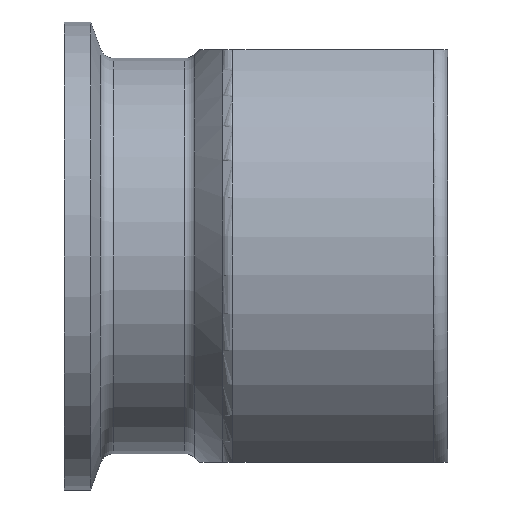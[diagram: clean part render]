
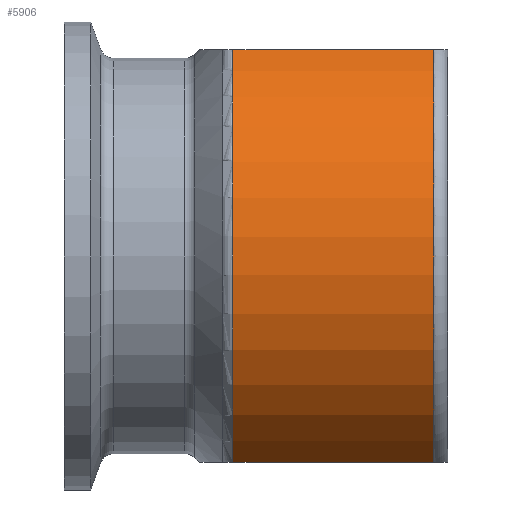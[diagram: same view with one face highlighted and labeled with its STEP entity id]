
A CAD part, front view. The second image highlights one B-rep face of the part: STEP entity #5906.
In plain terms, the highlighted cylindrical face has radius 25.209 mm (diameter 50.419 mm), a partial arc.
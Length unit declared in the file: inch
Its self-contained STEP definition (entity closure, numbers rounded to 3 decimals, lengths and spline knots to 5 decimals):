
#695=FACE_OUTER_BOUND('',#1058,.T.);
#1058=EDGE_LOOP('',(#5492,#5493,#5494,#5495));
#1531=CIRCLE('',#6242,0.9925);
#1533=CIRCLE('',#6246,0.9925);
#1939=LINE('',#12878,#2332);
#1940=LINE('',#12956,#2333);
#2332=VECTOR('',#7293,0.85015);
#2333=VECTOR('',#7296,0.85015);
#2899=VERTEX_POINT('',#12864);
#2900=VERTEX_POINT('',#12877);
#2905=VERTEX_POINT('',#12944);
#2906=VERTEX_POINT('',#12955);
#3764=EDGE_CURVE('',#2900,#2899,#1939,.T.);
#3773=EDGE_CURVE('',#2906,#2905,#1940,.T.);
#3776=EDGE_CURVE('',#2900,#2905,#1531,.T.);
#3778=EDGE_CURVE('',#2906,#2899,#1533,.T.);
#5492=ORIENTED_EDGE('',*,*,#3764,.T.);
#5493=ORIENTED_EDGE('',*,*,#3778,.F.);
#5494=ORIENTED_EDGE('',*,*,#3773,.T.);
#5495=ORIENTED_EDGE('',*,*,#3776,.F.);
#5567=CYLINDRICAL_SURFACE('',#6245,0.9925);
#5906=ADVANCED_FACE('',(#695),#5567,.T.);
#6242=AXIS2_PLACEMENT_3D('',#12972,#7303,#7304);
#6245=AXIS2_PLACEMENT_3D('',#12975,#7309,#7310);
#6246=AXIS2_PLACEMENT_3D('',#12976,#7311,#7312);
#7293=DIRECTION('',(1.,0.,0.));
#7296=DIRECTION('',(-1.,0.,0.));
#7303=DIRECTION('center_axis',(-1.,0.,0.));
#7304=DIRECTION('ref_axis',(0.,-1.,0.));
#7309=DIRECTION('center_axis',(1.,0.,0.));
#7310=DIRECTION('ref_axis',(0.,1.,0.));
#7311=DIRECTION('center_axis',(1.,0.,0.));
#7312=DIRECTION('ref_axis',(0.,-1.,0.));
#12864=CARTESIAN_POINT('',(1.565,-0.46843,-0.875));
#12877=CARTESIAN_POINT('',(0.71485,-0.46843,-0.875));
#12878=CARTESIAN_POINT('',(1.1575,-0.46843,-0.875));
#12944=CARTESIAN_POINT('',(0.71485,-0.46843,0.875));
#12955=CARTESIAN_POINT('',(1.565,-0.46843,0.875));
#12956=CARTESIAN_POINT('',(1.1575,-0.46843,0.875));
#12972=CARTESIAN_POINT('Origin',(0.71485,0.,
0.));
#12975=CARTESIAN_POINT('Origin',(1.1575,0.,0.));
#12976=CARTESIAN_POINT('Origin',(1.565,0.,0.));
